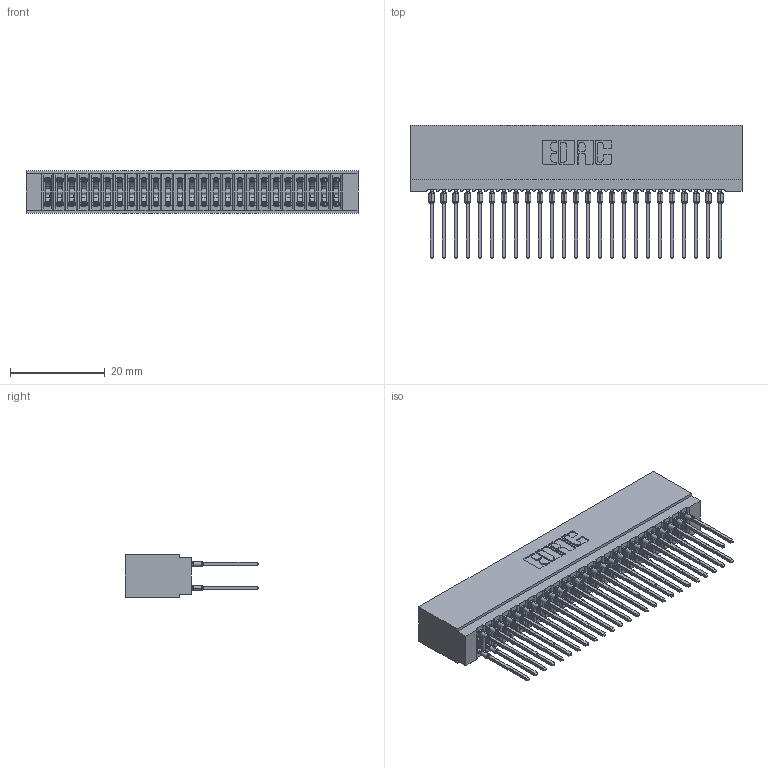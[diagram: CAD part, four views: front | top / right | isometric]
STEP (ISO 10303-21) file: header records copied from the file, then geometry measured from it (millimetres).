
FILE_DESCRIPTION (( 'STEP AP203' ), '1' );
FILE_NAME ('725-050-540-201.STEP', '2026-02-24T17:50:27', ( '' ), ( '' ), 'SwSTEP 2.0', 'SolidWorks 2023', '' );
FILE_SCHEMA (( 'CONFIG_CONTROL_DESIGN' ));
Length unit declared in the file: millimetre
Products named in the file (3): 745-292-001_540; 725 Part_Insulator Option - 01; 725-050-540-201
Assembly tree (51 placements, depth 2):
  725-050-540-201
    725 Part_Insulator Option - 01
    745-292-001_540  x50
Bounding box: 70.1 x 28.21 x 8.89 mm (x, y, z)
Volume: 5792.7 mm3; surface area: 12452.3 mm2
Topology: 51 solids, 51 shells, 4570 faces, 12279 edges, 7718 vertices
Faces by surface type: plane 2355, bspline 1000, cylinder 915, torus 300
Entity records: 44373 total; most frequent: CARTESIAN_POINT 8203, ORIENTED_EDGE 7604, DIRECTION 6660, EDGE_CURVE 3802, VECTOR 3470, LINE 3470, VERTEX_POINT 2426, AXIS2_PLACEMENT_3D 1595
